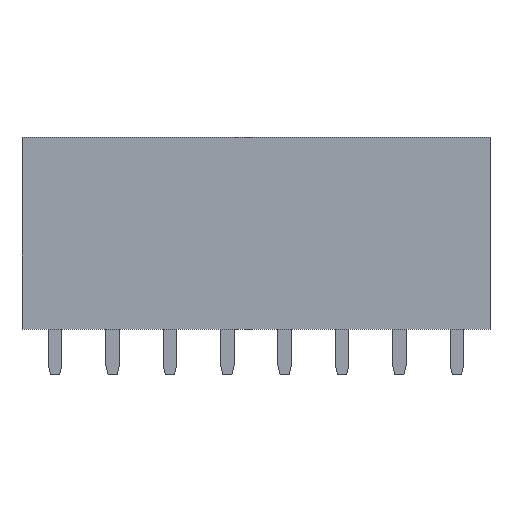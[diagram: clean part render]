
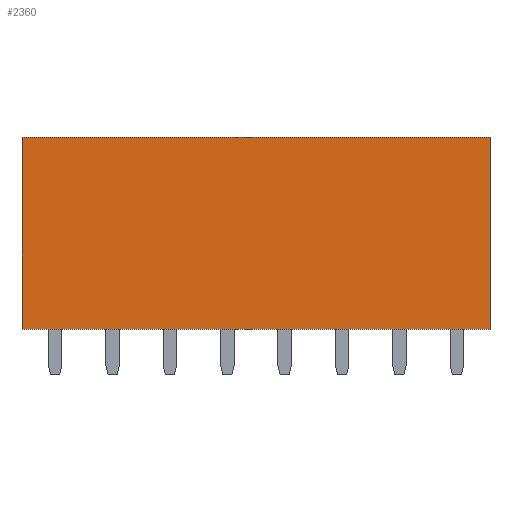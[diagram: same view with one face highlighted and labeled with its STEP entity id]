
A CAD part, top view. The second image highlights one B-rep face of the part: STEP entity #2360.
In plain terms, the highlighted planar face has unit normal (0, 0, 1).
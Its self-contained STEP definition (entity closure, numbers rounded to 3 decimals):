
#104=FACE_OUTER_BOUND('',#254,.T.);
#254=EDGE_LOOP('',(#1798,#1799,#1800,#1801));
#340=LINE('',#3234,#656);
#490=LINE('',#3540,#806);
#491=LINE('',#3543,#807);
#492=LINE('',#3544,#808);
#656=VECTOR('',#2626,10.);
#806=VECTOR('',#2910,10.);
#807=VECTOR('',#2913,10.);
#808=VECTOR('',#2914,10.);
#966=VERTEX_POINT('',#3231);
#967=VERTEX_POINT('',#3233);
#1056=VERTEX_POINT('',#3538);
#1057=VERTEX_POINT('',#3542);
#1172=EDGE_CURVE('',#966,#967,#340,.T.);
#1322=EDGE_CURVE('',#1056,#967,#490,.T.);
#1323=EDGE_CURVE('',#1056,#1057,#491,.T.);
#1324=EDGE_CURVE('',#1057,#966,#492,.T.);
#1798=ORIENTED_EDGE('',*,*,#1323,.F.);
#1799=ORIENTED_EDGE('',*,*,#1322,.T.);
#1800=ORIENTED_EDGE('',*,*,#1172,.F.);
#1801=ORIENTED_EDGE('',*,*,#1324,.F.);
#2176=PLANE('',#2524);
#2360=ADVANCED_FACE('',(#104),#2176,.T.);
#2524=AXIS2_PLACEMENT_3D('',#3541,#2911,#2912);
#2626=DIRECTION('',(1.,0.,0.));
#2910=DIRECTION('',(0.,1.,0.));
#2911=DIRECTION('center_axis',(0.,0.,1.));
#2912=DIRECTION('ref_axis',(1.,0.,0.));
#2913=DIRECTION('',(-1.,0.,0.));
#2914=DIRECTION('',(0.,1.,0.));
#3231=CARTESIAN_POINT('',(-10.36,8.5,1.25));
#3233=CARTESIAN_POINT('',(10.36,8.5,1.25));
#3234=CARTESIAN_POINT('',(10.36,8.5,1.25));
#3538=CARTESIAN_POINT('',(10.36,0.,1.25));
#3540=CARTESIAN_POINT('',(10.36,0.,1.25));
#3541=CARTESIAN_POINT('Origin',(-10.36,0.,1.25));
#3542=CARTESIAN_POINT('',(-10.36,0.,1.25));
#3543=CARTESIAN_POINT('',(10.36,0.,1.25));
#3544=CARTESIAN_POINT('',(-10.36,0.,1.25));
